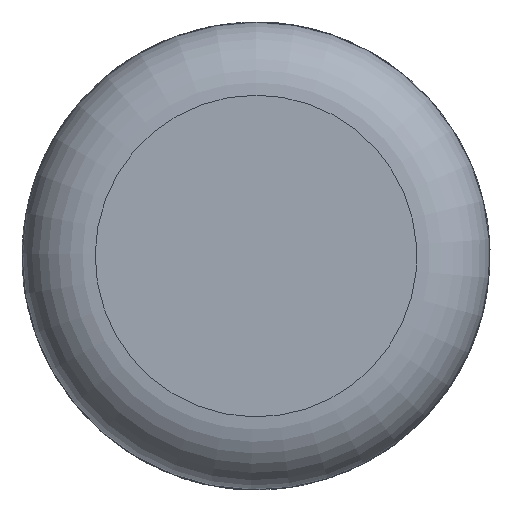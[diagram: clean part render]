
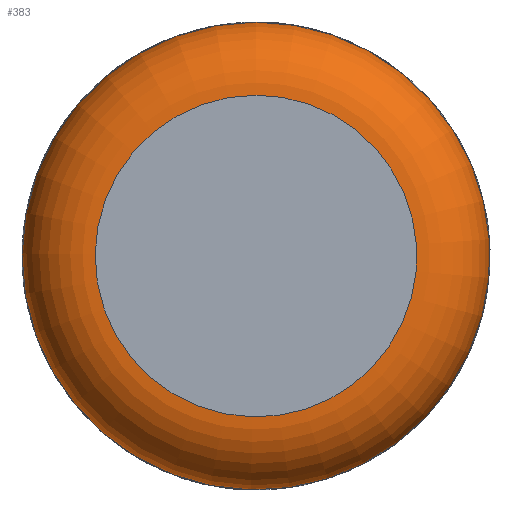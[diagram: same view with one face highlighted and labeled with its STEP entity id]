
A CAD part, front view. The second image highlights one B-rep face of the part: STEP entity #383.
In plain terms, the highlighted toroidal (fillet/blend) face has major radius 2.42 mm and minor radius 1.1 mm.
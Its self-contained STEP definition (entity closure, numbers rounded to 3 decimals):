
#36=TOROIDAL_SURFACE('',#428,2.42,1.1);
#38=FACE_OUTER_BOUND('',#62,.T.);
#62=EDGE_LOOP('',(#271,#272,#273,#274,#275,#276,#277));
#134=CIRCLE('',#421,3.52);
#135=CIRCLE('',#422,3.52);
#140=CIRCLE('',#427,3.52);
#141=CIRCLE('',#429,2.42);
#142=CIRCLE('',#430,1.1);
#143=CIRCLE('',#431,2.42);
#154=VERTEX_POINT('',#515);
#155=VERTEX_POINT('',#516);
#156=VERTEX_POINT('',#518);
#167=VERTEX_POINT('',#598);
#168=VERTEX_POINT('',#599);
#194=EDGE_CURVE('',#154,#155,#134,.T.);
#195=EDGE_CURVE('',#156,#154,#135,.T.);
#207=EDGE_CURVE('',#155,#156,#140,.T.);
#208=EDGE_CURVE('',#167,#168,#141,.T.);
#209=EDGE_CURVE('',#168,#155,#142,.T.);
#210=EDGE_CURVE('',#168,#167,#143,.T.);
#271=ORIENTED_EDGE('',*,*,#208,.T.);
#272=ORIENTED_EDGE('',*,*,#209,.T.);
#273=ORIENTED_EDGE('',*,*,#207,.T.);
#274=ORIENTED_EDGE('',*,*,#195,.T.);
#275=ORIENTED_EDGE('',*,*,#194,.T.);
#276=ORIENTED_EDGE('',*,*,#209,.F.);
#277=ORIENTED_EDGE('',*,*,#210,.T.);
#383=ADVANCED_FACE('',(#38),#36,.T.);
#421=AXIS2_PLACEMENT_3D('',#517,#452,#453);
#422=AXIS2_PLACEMENT_3D('',#519,#454,#455);
#427=AXIS2_PLACEMENT_3D('',#596,#466,#467);
#428=AXIS2_PLACEMENT_3D('',#597,#468,#469);
#429=AXIS2_PLACEMENT_3D('',#600,#470,#471);
#430=AXIS2_PLACEMENT_3D('',#601,#472,#473);
#431=AXIS2_PLACEMENT_3D('',#602,#474,#475);
#452=DIRECTION('center_axis',(0.,-1.,0.));
#453=DIRECTION('ref_axis',(0.022,0.,1.));
#454=DIRECTION('center_axis',(0.,-1.,0.));
#455=DIRECTION('ref_axis',(0.022,0.,1.));
#466=DIRECTION('center_axis',(0.,-1.,0.));
#467=DIRECTION('ref_axis',(0.022,0.,1.));
#468=DIRECTION('center_axis',(0.,-1.,0.));
#469=DIRECTION('ref_axis',(0.,0.,-1.));
#470=DIRECTION('center_axis',(0.,1.,0.));
#471=DIRECTION('ref_axis',(0.022,0.,1.));
#472=DIRECTION('center_axis',(-1.,0.,0.));
#473=DIRECTION('ref_axis',(0.,0.,1.));
#474=DIRECTION('center_axis',(0.,1.,0.));
#475=DIRECTION('ref_axis',(0.022,0.,1.));
#515=CARTESIAN_POINT('',(-0.078,-48.9,-3.519));
#516=CARTESIAN_POINT('',(0.,-48.9,3.52));
#517=CARTESIAN_POINT('Origin',(0.,-48.9,0.));
#518=CARTESIAN_POINT('',(-3.52,-48.9,0.));
#519=CARTESIAN_POINT('Origin',(0.,-48.9,0.));
#596=CARTESIAN_POINT('Origin',(0.,-48.9,0.));
#597=CARTESIAN_POINT('Origin',(0.,-48.9,0.));
#598=CARTESIAN_POINT('',(-0.054,-50.,-2.42));
#599=CARTESIAN_POINT('',(0.,-50.,2.42));
#600=CARTESIAN_POINT('Origin',(0.,-50.,0.));
#601=CARTESIAN_POINT('Origin',(0.,-48.9,2.42));
#602=CARTESIAN_POINT('Origin',(0.,-50.,0.));
